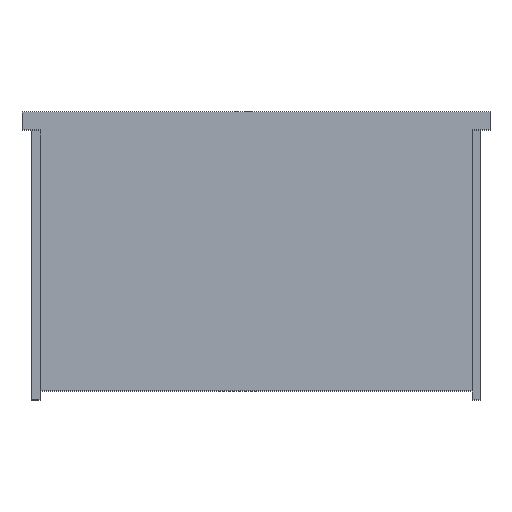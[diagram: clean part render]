
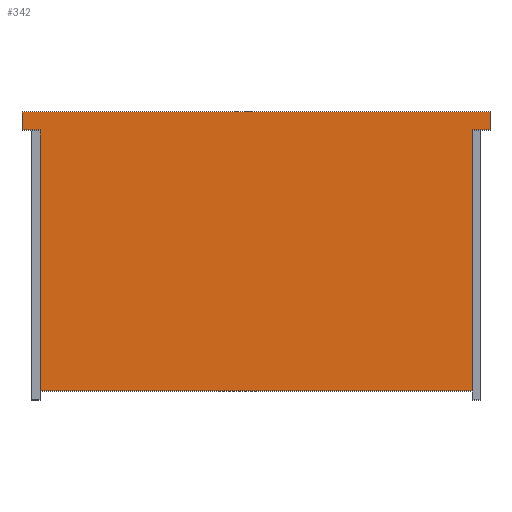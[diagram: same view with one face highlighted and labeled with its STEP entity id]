
A CAD part, top view. The second image highlights one B-rep face of the part: STEP entity #342.
In plain terms, the highlighted planar face has unit normal (0, 0, 1).
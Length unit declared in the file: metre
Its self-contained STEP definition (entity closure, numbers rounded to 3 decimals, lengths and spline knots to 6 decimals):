
#57=ORIENTED_EDGE('',*,*,#140,.T.);
#58=ORIENTED_EDGE('',*,*,#139,.T.);
#59=ORIENTED_EDGE('',*,*,#129,.T.);
#60=ORIENTED_EDGE('',*,*,#121,.T.);
#61=ORIENTED_EDGE('',*,*,#117,.T.);
#62=ORIENTED_EDGE('',*,*,#113,.T.);
#63=ORIENTED_EDGE('',*,*,#126,.T.);
#64=ORIENTED_EDGE('',*,*,#141,.T.);
#113=EDGE_CURVE('',#160,#159,#189,.T.);
#117=EDGE_CURVE('',#163,#160,#193,.T.);
#121=EDGE_CURVE('',#164,#163,#197,.T.);
#126=EDGE_CURVE('',#159,#169,#202,.T.);
#129=EDGE_CURVE('',#172,#164,#205,.T.);
#139=EDGE_CURVE('',#178,#172,#215,.T.);
#140=EDGE_CURVE('',#179,#178,#216,.T.);
#141=EDGE_CURVE('',#169,#179,#217,.T.);
#159=VERTEX_POINT('',#471);
#160=VERTEX_POINT('',#473);
#163=VERTEX_POINT('',#481);
#164=VERTEX_POINT('',#485);
#169=VERTEX_POINT('',#497);
#172=VERTEX_POINT('',#505);
#178=VERTEX_POINT('',#523);
#179=VERTEX_POINT('',#527);
#189=LINE('',#472,#235);
#193=LINE('',#480,#239);
#197=LINE('',#488,#243);
#202=LINE('',#498,#248);
#205=LINE('',#504,#251);
#215=LINE('',#524,#261);
#216=LINE('',#526,#262);
#217=LINE('',#528,#263);
#235=VECTOR('',#388,1.);
#239=VECTOR('',#394,1.);
#243=VECTOR('',#400,1.);
#248=VECTOR('',#407,1.);
#251=VECTOR('',#412,1.);
#261=VECTOR('',#428,1.);
#262=VECTOR('',#431,1.);
#263=VECTOR('',#432,1.);
#288=EDGE_LOOP('',(#57,#58,#59,#60,#61,#62,#63,#64));
#306=FACE_BOUND('',#288,.T.);
#324=PLANE('',#373);
#342=ADVANCED_FACE('',(#306),#324,.T.);
#373=AXIS2_PLACEMENT_3D('',#525,#429,#430);
#388=DIRECTION('',(0.,-1.,0.));
#394=DIRECTION('',(-1.,0.,0.));
#400=DIRECTION('',(0.,1.,0.));
#407=DIRECTION('',(1.,0.,0.));
#412=DIRECTION('',(1.,0.,0.));
#428=DIRECTION('',(0.,1.,0.));
#429=DIRECTION('',(0.,0.,1.));
#430=DIRECTION('',(1.,0.,0.));
#431=DIRECTION('',(1.,0.,0.));
#432=DIRECTION('',(0.,-1.,0.));
#471=CARTESIAN_POINT('',(0.,0.0775,0.005));
#472=CARTESIAN_POINT('',(0.,0.0825,0.005));
#473=CARTESIAN_POINT('',(0.,0.0825,0.005));
#480=CARTESIAN_POINT('',(0.13,0.0825,0.005));
#481=CARTESIAN_POINT('',(0.13,0.0825,0.005));
#485=CARTESIAN_POINT('',(0.13,0.0775,0.005));
#488=CARTESIAN_POINT('',(0.13,0.,0.005));
#497=CARTESIAN_POINT('',(0.005,0.0775,0.005));
#498=CARTESIAN_POINT('',(0.03375,0.0775,0.005));
#504=CARTESIAN_POINT('',(0.065,0.0775,0.005));
#505=CARTESIAN_POINT('',(0.125,0.0775,0.005));
#523=CARTESIAN_POINT('',(0.125,0.005,0.005));
#524=CARTESIAN_POINT('',(0.125,0.020625,0.005));
#525=CARTESIAN_POINT('',(0.065,0.04125,0.005));
#526=CARTESIAN_POINT('',(0.035,0.005,0.005));
#527=CARTESIAN_POINT('',(0.005,0.005,0.005));
#528=CARTESIAN_POINT('',(0.005,0.020625,0.005));
